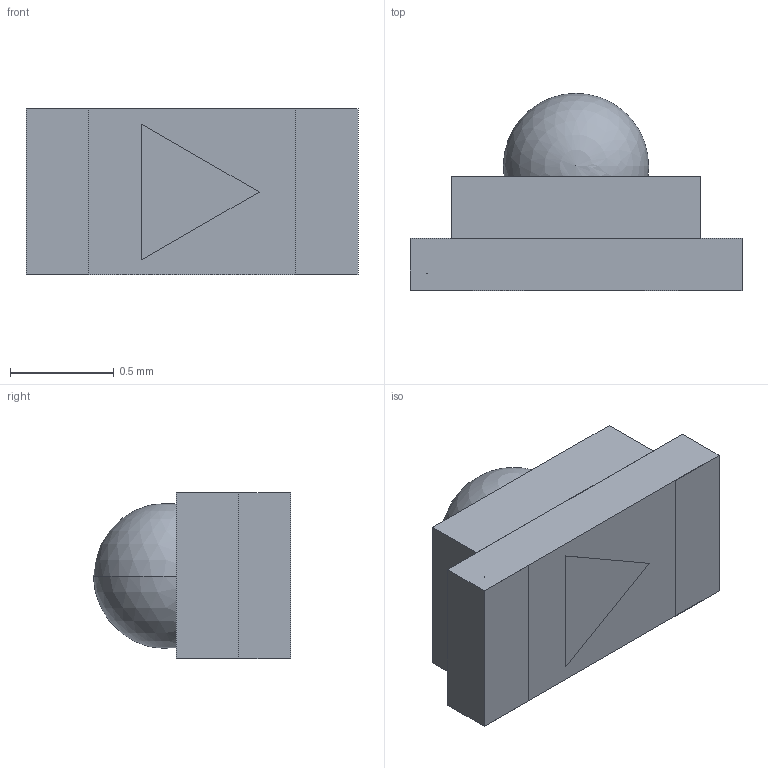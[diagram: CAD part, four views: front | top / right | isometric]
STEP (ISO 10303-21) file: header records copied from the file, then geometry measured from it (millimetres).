
FILE_DESCRIPTION (( 'STEP AP214' ), '1' );
FILE_NAME ('XZxx53W-8.STEP', '2020-01-30T16:46:03', ( '' ), ( '' ), 'SwSTEP 2.0', 'SolidWorks 2014', '' );
FILE_SCHEMA (( 'AUTOMOTIVE_DESIGN' ));
Length unit declared in the file: millimetre
Products named in the file (1): XZxx53W-8
Bounding box: 1.6 x 0.95 x 0.8 mm (x, y, z)
Volume: 0.7 mm3; surface area: 9.5 mm2
Topology: 6 solids, 6 shells, 42 faces, 90 edges, 60 vertices
Faces by surface type: plane 32, bspline 8, sphere 2
Entity records: 1740 total; most frequent: CARTESIAN_POINT 513, ORIENTED_EDGE 170, DIRECTION 143, EDGE_CURVE 85, LINE 65, VECTOR 65, VERTEX_POINT 57, EDGE_LOOP 44
